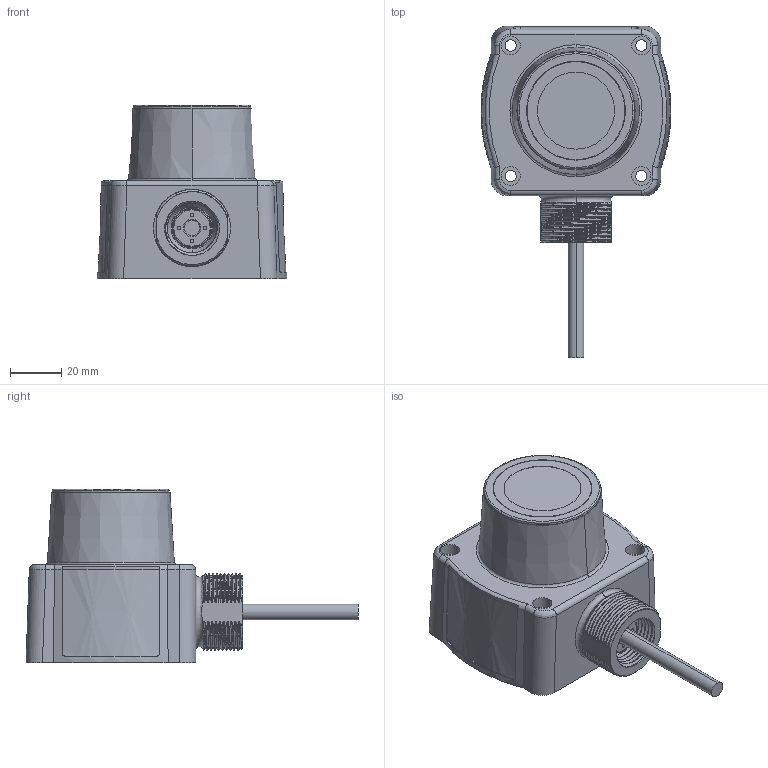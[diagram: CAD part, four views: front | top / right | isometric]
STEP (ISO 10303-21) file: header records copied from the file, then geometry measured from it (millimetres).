
FILE_DESCRIPTION((''),'2;1');
FILE_NAME('159639_ASM','2012-11-05T',('banengservice'),('BANNER ENGINEERING'),'PRO/ENGINEER BY PARAMETRIC TECHNOLOGY CORPORATION, 2009141','PRO/ENGINEER BY PARAMETRIC TECHNOLOGY CORPORATION, 2009141','');
FILE_SCHEMA(('CONFIG_CONTROL_DESIGN'));
Products named in the file (10): 70107; 70143; 70106; 70224; 70105; 108894_NO_BTNS; 116005; 62676; 60809; 159639_ASM
Assembly tree (10 placements, depth 2):
  159639_ASM
    70107
    70143
    70106
    70224  x2
    70105
    108894_NO_BTNS
    116005
    62676
    60809
Bounding box: 73.88 x 129.1 x 67.41 mm (x, y, z)
Volume: 102005 mm3; surface area: 69328.8 mm2
Topology: 10 solids, 15 shells, 1320 faces, 3462 edges, 2277 vertices
Faces by surface type: plane 651, cylinder 312, extrusion 155, bspline 114, cone 57, torus 31
Entity records: 66494 total; most frequent: CARTESIAN_POINT 34986, ORIENTED_EDGE 6832, DIRECTION 5665, EDGE_CURVE 3454, VERTEX_POINT 2273, VECTOR 2173, LINE 2018, AXIS2_PLACEMENT_3D 1746
